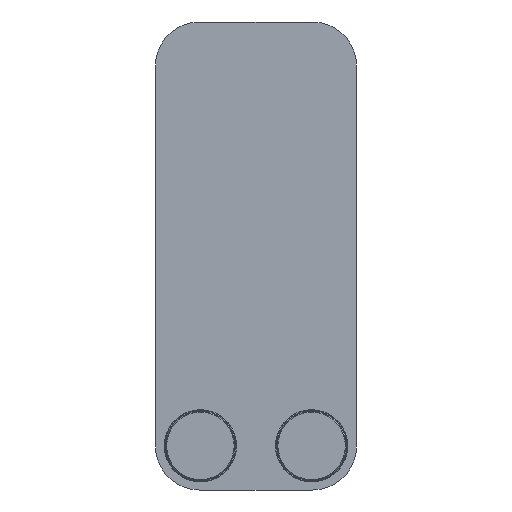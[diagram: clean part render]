
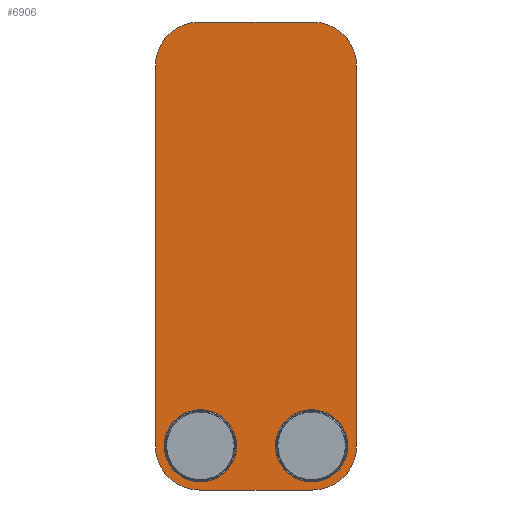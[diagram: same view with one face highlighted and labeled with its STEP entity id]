
A CAD part, front view. The second image highlights one B-rep face of the part: STEP entity #6906.
In plain terms, the highlighted planar face has unit normal (0, -1, 0).
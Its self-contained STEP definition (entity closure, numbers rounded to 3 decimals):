
#2608=FACE_OUTER_BOUND('',#2808,.T.);
#2808=EDGE_LOOP('',(#6547,#6548,#6549,#6550,#6551,#6552,#6553,#6554));
#3640=LINE('',#14657,#4452);
#3644=LINE('',#14666,#4456);
#3646=LINE('',#14673,#4458);
#3647=LINE('',#14677,#4459);
#4452=VECTOR('',#10348,10.);
#4456=VECTOR('',#10358,10.);
#4458=VECTOR('',#10366,10.);
#4459=VECTOR('',#10369,10.);
#5175=CIRCLE('',#7806,27.);
#5176=CIRCLE('',#7809,27.);
#5177=CIRCLE('',#7811,27.);
#5178=CIRCLE('',#7812,27.);
#5435=VERTEX_POINT('',#14654);
#5436=VERTEX_POINT('',#14656);
#5437=VERTEX_POINT('',#14660);
#5438=VERTEX_POINT('',#14664);
#5439=VERTEX_POINT('',#14668);
#5440=VERTEX_POINT('',#14672);
#5441=VERTEX_POINT('',#14674);
#5442=VERTEX_POINT('',#14676);
#5812=EDGE_CURVE('',#5436,#5435,#3640,.T.);
#5815=EDGE_CURVE('',#5435,#5437,#5175,.T.);
#5817=EDGE_CURVE('',#5437,#5438,#3644,.T.);
#5819=EDGE_CURVE('',#5438,#5439,#5176,.T.);
#5820=EDGE_CURVE('',#5439,#5440,#3646,.T.);
#5821=EDGE_CURVE('',#5440,#5441,#5177,.T.);
#5822=EDGE_CURVE('',#5441,#5442,#3647,.T.);
#5823=EDGE_CURVE('',#5442,#5436,#5178,.T.);
#6547=ORIENTED_EDGE('',*,*,#5817,.T.);
#6548=ORIENTED_EDGE('',*,*,#5819,.T.);
#6549=ORIENTED_EDGE('',*,*,#5820,.T.);
#6550=ORIENTED_EDGE('',*,*,#5821,.T.);
#6551=ORIENTED_EDGE('',*,*,#5822,.T.);
#6552=ORIENTED_EDGE('',*,*,#5823,.T.);
#6553=ORIENTED_EDGE('',*,*,#5812,.T.);
#6554=ORIENTED_EDGE('',*,*,#5815,.T.);
#6738=PLANE('',#7810);
#6906=ADVANCED_FACE('',(#2608),#6738,.T.);
#7806=AXIS2_PLACEMENT_3D('',#14662,#10353,#10354);
#7809=AXIS2_PLACEMENT_3D('',#14670,#10362,#10363);
#7810=AXIS2_PLACEMENT_3D('',#14671,#10364,#10365);
#7811=AXIS2_PLACEMENT_3D('',#14675,#10367,#10368);
#7812=AXIS2_PLACEMENT_3D('',#14678,#10370,#10371);
#10348=DIRECTION('',(0.,0.,-1.));
#10353=DIRECTION('center_axis',(0.,-1.,0.));
#10354=DIRECTION('ref_axis',(-1.,0.,0.));
#10358=DIRECTION('',(1.,0.,0.));
#10362=DIRECTION('center_axis',(0.,-1.,0.));
#10363=DIRECTION('ref_axis',(0.,0.,-1.));
#10364=DIRECTION('center_axis',(0.,-1.,0.));
#10365=DIRECTION('ref_axis',(1.,0.,0.));
#10366=DIRECTION('',(0.,0.,1.));
#10367=DIRECTION('center_axis',(0.,-1.,0.));
#10368=DIRECTION('ref_axis',(1.,0.,0.));
#10369=DIRECTION('',(-1.,0.,0.));
#10370=DIRECTION('center_axis',(0.,-1.,0.));
#10371=DIRECTION('ref_axis',(0.,0.,
1.));
#14654=CARTESIAN_POINT('',(-61.5,0.,27.));
#14656=CARTESIAN_POINT('',(-61.5,0.,259.));
#14657=CARTESIAN_POINT('',(-61.5,0.,259.));
#14660=CARTESIAN_POINT('',(-34.5,0.,0.));
#14662=CARTESIAN_POINT('Origin',(-34.5,0.,27.));
#14664=CARTESIAN_POINT('',(34.5,0.,0.));
#14666=CARTESIAN_POINT('',(-34.5,0.,0.));
#14668=CARTESIAN_POINT('',(61.5,0.,27.));
#14670=CARTESIAN_POINT('Origin',(34.5,0.,27.));
#14671=CARTESIAN_POINT('Origin',(0.,0.,
143.));
#14672=CARTESIAN_POINT('',(61.5,0.,259.));
#14673=CARTESIAN_POINT('',(61.5,0.,27.));
#14674=CARTESIAN_POINT('',(34.5,0.,286.));
#14675=CARTESIAN_POINT('Origin',(34.5,0.,259.));
#14676=CARTESIAN_POINT('',(-34.5,0.,286.));
#14677=CARTESIAN_POINT('',(34.5,0.,286.));
#14678=CARTESIAN_POINT('Origin',(-34.5,0.,259.));
